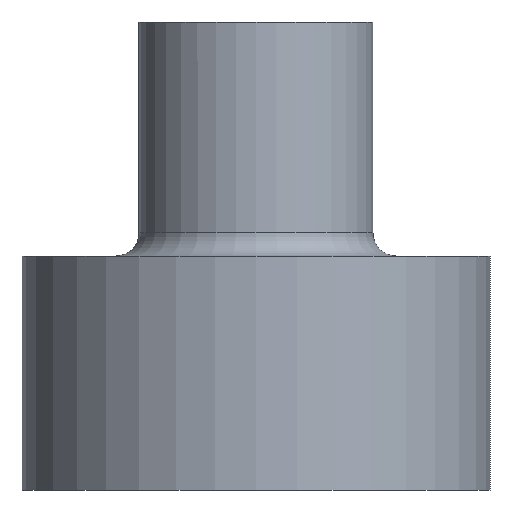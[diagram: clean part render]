
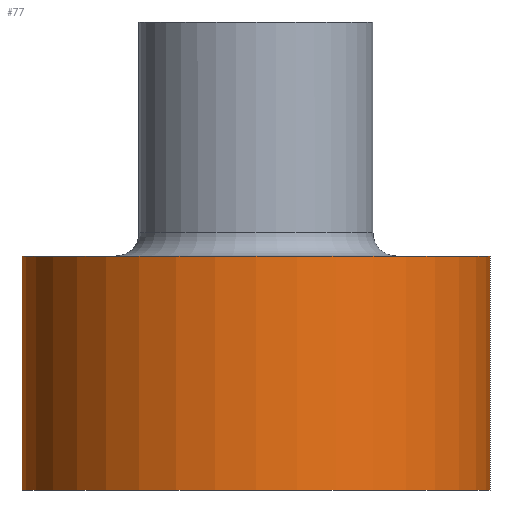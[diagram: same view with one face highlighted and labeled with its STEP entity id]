
A CAD part, front view. The second image highlights one B-rep face of the part: STEP entity #77.
In plain terms, the highlighted cylindrical face has radius 50 mm (diameter 100 mm), a full revolution.
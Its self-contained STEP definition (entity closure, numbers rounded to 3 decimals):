
#16=LINE('',#151,#18);
#18=VECTOR('',#129,50.);
#20=CYLINDRICAL_SURFACE('',#102,50.);
#28=FACE_OUTER_BOUND('',#35,.T.);
#35=EDGE_LOOP('',(#67,#68,#69,#70));
#41=CIRCLE('',#99,50.);
#43=CIRCLE('',#103,50.);
#46=VERTEX_POINT('',#142);
#48=VERTEX_POINT('',#149);
#52=EDGE_CURVE('',#46,#46,#41,.T.);
#55=EDGE_CURVE('',#48,#48,#43,.T.);
#56=EDGE_CURVE('',#48,#46,#16,.T.);
#67=ORIENTED_EDGE('',*,*,#55,.F.);
#68=ORIENTED_EDGE('',*,*,#56,.T.);
#69=ORIENTED_EDGE('',*,*,#52,.F.);
#70=ORIENTED_EDGE('',*,*,#56,.F.);
#77=ADVANCED_FACE('',(#28),#20,.T.);
#99=AXIS2_PLACEMENT_3D('',#143,#118,#119);
#102=AXIS2_PLACEMENT_3D('',#148,#125,#126);
#103=AXIS2_PLACEMENT_3D('',#150,#127,#128);
#118=DIRECTION('center_axis',(0.,0.,1.));
#119=DIRECTION('ref_axis',(1.,0.,0.));
#125=DIRECTION('center_axis',(0.,0.,-1.));
#126=DIRECTION('ref_axis',(1.,0.,0.));
#127=DIRECTION('center_axis',(0.,0.,-1.));
#128=DIRECTION('ref_axis',(1.,0.,0.));
#129=DIRECTION('',(0.,0.,1.));
#142=CARTESIAN_POINT('',(-50.,0.,0.));
#143=CARTESIAN_POINT('Origin',(0.,0.,0.));
#148=CARTESIAN_POINT('Origin',(0.,0.,0.));
#149=CARTESIAN_POINT('',(-50.,0.,-50.));
#150=CARTESIAN_POINT('Origin',(0.,0.,-50.));
#151=CARTESIAN_POINT('',(-50.,0.,0.));
